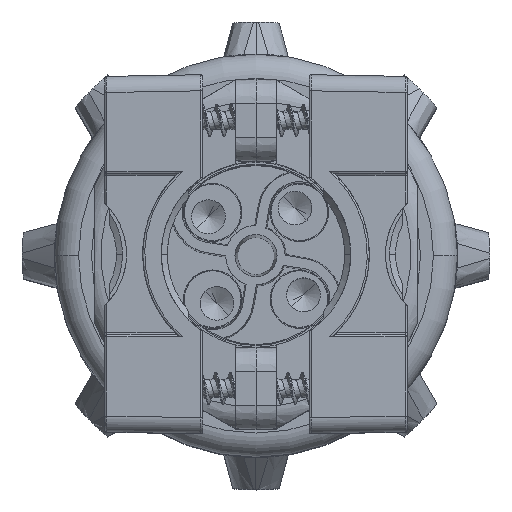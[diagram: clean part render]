
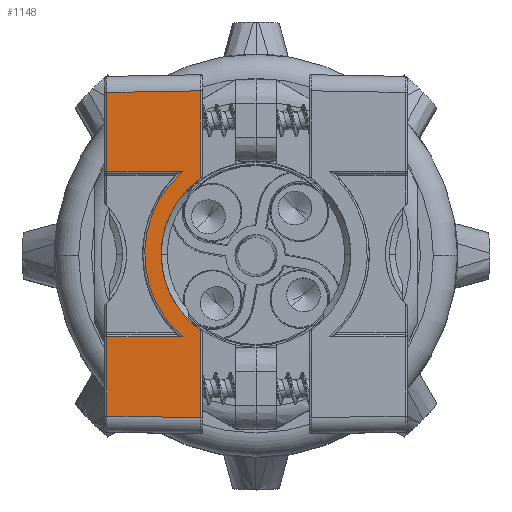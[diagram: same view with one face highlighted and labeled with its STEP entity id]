
A CAD part, top view. The second image highlights one B-rep face of the part: STEP entity #1148.
In plain terms, the highlighted planar face has unit normal (-0.018, 0, 1).
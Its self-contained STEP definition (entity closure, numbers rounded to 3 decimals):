
#1148=ADVANCED_FACE('',(#3846),#3847,.T.);
#3846=FACE_OUTER_BOUND('',#17292,.T.);
#3847=PLANE('',#17293);
#17292=EDGE_LOOP('',(#39583,#39584,#39585,#39586,#39587,#39588,#39589,#39590,#39591,#39592));
#17293=AXIS2_PLACEMENT_3D('',#39593,#39594,#39595);
#39583=ORIENTED_EDGE('',*,*,#45618,.F.);
#39584=ORIENTED_EDGE('',*,*,#45619,.F.);
#39585=ORIENTED_EDGE('',*,*,#45620,.T.);
#39586=ORIENTED_EDGE('',*,*,#45621,.T.);
#39587=ORIENTED_EDGE('',*,*,#45622,.T.);
#39588=ORIENTED_EDGE('',*,*,#45623,.F.);
#39589=ORIENTED_EDGE('',*,*,#45624,.T.);
#39590=ORIENTED_EDGE('',*,*,#45625,.F.);
#39591=ORIENTED_EDGE('',*,*,#45591,.F.);
#39592=ORIENTED_EDGE('',*,*,#45589,.F.);
#39593=CARTESIAN_POINT('',(-6.6,-23.882,36.65));
#39594=DIRECTION('',(-0.017,0.0,1.));
#39595=DIRECTION('',(0.0,1.0,0.0));
#45589=EDGE_CURVE('',#51498,#51500,#51501,.T.);
#45591=EDGE_CURVE('',#51500,#51503,#51504,.T.);
#45618=EDGE_CURVE('',#51544,#51498,#51546,.T.);
#45619=EDGE_CURVE('',#51547,#51544,#51548,.T.);
#45620=EDGE_CURVE('',#51547,#51549,#51550,.T.);
#45621=EDGE_CURVE('',#51549,#51551,#51552,.T.);
#45622=EDGE_CURVE('',#51551,#51553,#51554,.T.);
#45623=EDGE_CURVE('',#51555,#51553,#51556,.T.);
#45624=EDGE_CURVE('',#51555,#51557,#51558,.T.);
#45625=EDGE_CURVE('',#51503,#51557,#51559,.T.);
#51498=VERTEX_POINT('',#68795);
#51500=VERTEX_POINT('',#68797);
#51501=LINE('',#68798,#68799);
#51503=VERTEX_POINT('',#68810);
#51504=B_SPLINE_CURVE_WITH_KNOTS('',3,(#68811,#68812,#68813,#68814,#68815,#68816,#68817,#68818,#68819,#68820,#68821,#68822,#68823,#68824,#68825,#68826,#68827,#68828,#68829,#68830,#68831,#68832,#68833,#68834,#68835,#68836,#68837),.UNSPECIFIED.,.F.,.F.,(4,1,1,1,1,1,1,1,1,1,1,1,1,1,1,1,1,1,1,1,1,1,1,1,4),(0.0,0.016,0.031,0.063,0.094,0.125,0.156,0.188,0.25,0.313,0.375,0.438,0.5,0.563,0.625,0.688,0.75,0.813,0.844,0.875,0.906,0.938,0.969,0.984,1.0),.UNSPECIFIED.);
#51544=VERTEX_POINT('',#68966);
#51546=LINE('',#68981,#68982);
#51547=VERTEX_POINT('',#68983);
#51548=LINE('',#68984,#68985);
#51549=VERTEX_POINT('',#68986);
#51550=LINE('',#68987,#68988);
#51551=VERTEX_POINT('',#68989);
#51552=B_SPLINE_CURVE_WITH_KNOTS('',3,(#68990,#68991,#68992,#68993,#68994,#68995,#68996,#68997,#68998,#68999,#69000,#69001,#69002,#69003,#69004,#69005,#69006,#69007,#69008,#69009,#69010,#69011),.UNSPECIFIED.,.F.,.F.,(4,1,1,1,1,1,1,1,1,1,1,1,1,1,1,1,1,1,1,4),(0.0,0.053,0.105,0.158,0.211,0.263,0.316,0.368,0.421,0.474,0.526,0.579,0.632,0.684,0.737,0.789,0.842,0.895,0.947,1.0),.UNSPECIFIED.);
#51553=VERTEX_POINT('',#69012);
#51554=LINE('',#69013,#69014);
#51555=VERTEX_POINT('',#69015);
#51556=LINE('',#69016,#69017);
#51557=VERTEX_POINT('',#69018);
#51558=LINE('',#69019,#69020);
#51559=LINE('',#69021,#69022);
#68795=CARTESIAN_POINT('',(-6.854,20.271,36.646));
#68797=CARTESIAN_POINT('',(-6.854,9.414,36.646));
#68798=CARTESIAN_POINT('',(-6.854,20.271,36.646));
#68799=VECTOR('',#83243,10.856);
#68810=CARTESIAN_POINT('',(-6.854,-9.414,36.646));
#68811=CARTESIAN_POINT('',(-6.854,9.414,36.646));
#68812=CARTESIAN_POINT('',(-6.994,9.316,36.643));
#68813=CARTESIAN_POINT('',(-7.261,9.12,36.638));
#68814=CARTESIAN_POINT('',(-7.749,8.728,36.63));
#68815=CARTESIAN_POINT('',(-8.289,8.238,36.621));
#68816=CARTESIAN_POINT('',(-8.849,7.649,36.611));
#68817=CARTESIAN_POINT('',(-9.337,7.061,36.602));
#68818=CARTESIAN_POINT('',(-9.765,6.472,36.595));
#68819=CARTESIAN_POINT('',(-10.263,5.688,36.586));
#68820=CARTESIAN_POINT('',(-10.769,4.707,36.577));
#68821=CARTESIAN_POINT('',(-11.218,3.53,36.569));
#68822=CARTESIAN_POINT('',(-11.528,2.354,36.564));
#68823=CARTESIAN_POINT('',(-11.71,1.177,36.561));
#68824=CARTESIAN_POINT('',(-11.77,0.0,36.56));
#68825=CARTESIAN_POINT('',(-11.71,-1.177,36.561));
#68826=CARTESIAN_POINT('',(-11.528,-2.354,36.564));
#68827=CARTESIAN_POINT('',(-11.218,-3.53,36.569));
#68828=CARTESIAN_POINT('',(-10.769,-4.707,36.577));
#68829=CARTESIAN_POINT('',(-10.263,-5.688,36.586));
#68830=CARTESIAN_POINT('',(-9.765,-6.472,36.595));
#68831=CARTESIAN_POINT('',(-9.337,-7.061,36.602));
#68832=CARTESIAN_POINT('',(-8.849,-7.649,36.611));
#68833=CARTESIAN_POINT('',(-8.289,-8.238,36.621));
#68834=CARTESIAN_POINT('',(-7.749,-8.728,36.63));
#68835=CARTESIAN_POINT('',(-7.261,-9.12,36.638));
#68836=CARTESIAN_POINT('',(-6.994,-9.316,36.643));
#68837=CARTESIAN_POINT('',(-6.854,-9.414,36.646));
#68966=CARTESIAN_POINT('',(-18.504,20.068,36.442));
#68981=CARTESIAN_POINT('',(-18.504,20.068,36.442));
#68982=VECTOR('',#83281,11.654);
#68983=CARTESIAN_POINT('',(-18.504,10.25,36.442));
#68984=CARTESIAN_POINT('',(-18.504,10.25,36.442));
#68985=VECTOR('',#83282,9.818);
#68986=CARTESIAN_POINT('',(-9.117,10.25,36.606));
#68987=CARTESIAN_POINT('',(-18.504,10.25,36.442));
#68988=VECTOR('',#83283,9.389);
#68989=CARTESIAN_POINT('',(-9.117,-10.25,36.606));
#68990=CARTESIAN_POINT('',(-9.117,10.25,36.606));
#68991=CARTESIAN_POINT('',(-9.426,9.983,36.601));
#68992=CARTESIAN_POINT('',(-10.018,9.422,36.59));
#68993=CARTESIAN_POINT('',(-10.829,8.502,36.576));
#68994=CARTESIAN_POINT('',(-11.552,7.514,36.564));
#68995=CARTESIAN_POINT('',(-12.184,6.464,36.553));
#68996=CARTESIAN_POINT('',(-12.718,5.362,36.543));
#68997=CARTESIAN_POINT('',(-13.151,4.216,36.536));
#68998=CARTESIAN_POINT('',(-13.479,3.036,36.53));
#68999=CARTESIAN_POINT('',(-13.699,1.831,36.526));
#69000=CARTESIAN_POINT('',(-13.809,0.612,36.524));
#69001=CARTESIAN_POINT('',(-13.809,-0.612,36.524));
#69002=CARTESIAN_POINT('',(-13.699,-1.831,36.526));
#69003=CARTESIAN_POINT('',(-13.479,-3.036,36.53));
#69004=CARTESIAN_POINT('',(-13.151,-4.216,36.536));
#69005=CARTESIAN_POINT('',(-12.718,-5.362,36.543));
#69006=CARTESIAN_POINT('',(-12.184,-6.464,36.553));
#69007=CARTESIAN_POINT('',(-11.552,-7.514,36.564));
#69008=CARTESIAN_POINT('',(-10.829,-8.502,36.576));
#69009=CARTESIAN_POINT('',(-10.018,-9.422,36.59));
#69010=CARTESIAN_POINT('',(-9.426,-9.983,36.601));
#69011=CARTESIAN_POINT('',(-9.117,-10.25,36.606));
#69012=CARTESIAN_POINT('',(-18.504,-10.25,36.442));
#69013=CARTESIAN_POINT('',(-9.117,-10.25,36.606));
#69014=VECTOR('',#83284,9.389);
#69015=CARTESIAN_POINT('',(-18.504,-20.068,36.442));
#69016=CARTESIAN_POINT('',(-18.504,-20.068,36.442));
#69017=VECTOR('',#83285,9.818);
#69018=CARTESIAN_POINT('',(-6.854,-20.271,36.646));
#69019=CARTESIAN_POINT('',(-18.504,-20.068,36.442));
#69020=VECTOR('',#83286,11.654);
#69021=CARTESIAN_POINT('',(-6.854,-9.414,36.646));
#69022=VECTOR('',#83287,10.856);
#83243=DIRECTION('',(0.,-1.0,0.));
#83281=DIRECTION('',(1.,0.017,0.017));
#83282=DIRECTION('',(0.,1.0,0.));
#83283=DIRECTION('',(1.,0.,0.017));
#83284=DIRECTION('',(-1.,0.,-0.017));
#83285=DIRECTION('',(0.,1.0,0.));
#83286=DIRECTION('',(1.,-0.017,0.017));
#83287=DIRECTION('',(0.,-1.0,0.));
